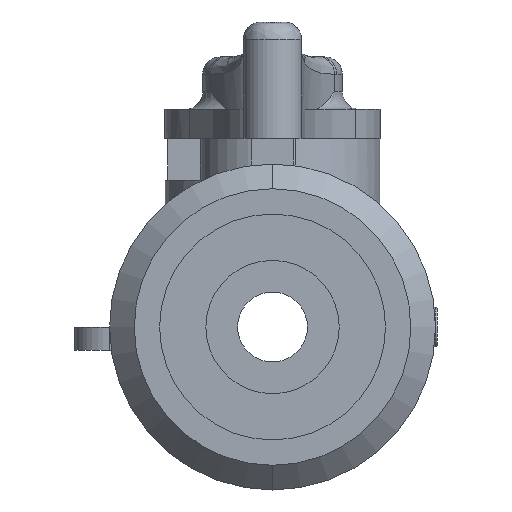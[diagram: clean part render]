
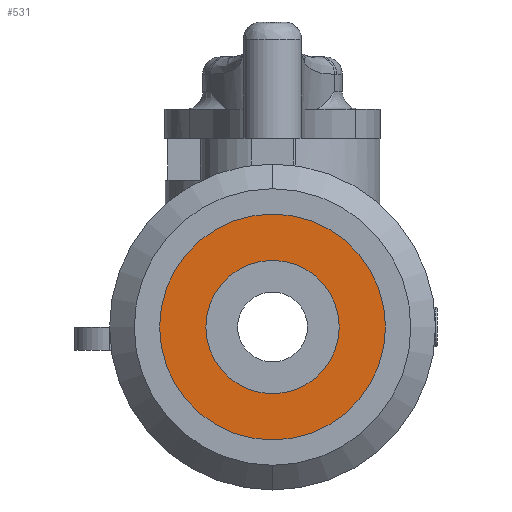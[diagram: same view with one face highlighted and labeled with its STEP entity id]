
A CAD part, left-side view. The second image highlights one B-rep face of the part: STEP entity #531.
In plain terms, the highlighted planar face has unit normal (-1, 0, 0).
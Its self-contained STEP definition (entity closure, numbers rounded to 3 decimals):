
#531=ADVANCED_FACE('',(#1321,#1322),#1323,.T.);
#1321=FACE_BOUND('',#2598,.T.);
#1322=FACE_OUTER_BOUND('',#2599,.T.);
#1323=PLANE('',#2600);
#2598=EDGE_LOOP('',(#4648,#4649));
#2599=EDGE_LOOP('',(#4650,#4651));
#2600=AXIS2_PLACEMENT_3D('',#4652,#4653,#4654);
#4648=ORIENTED_EDGE('',*,*,#6007,.T.);
#4649=ORIENTED_EDGE('',*,*,#6094,.T.);
#4650=ORIENTED_EDGE('',*,*,#6092,.T.);
#4651=ORIENTED_EDGE('',*,*,#6010,.T.);
#4652=CARTESIAN_POINT('',(-30.0,0.0,0.0));
#4653=DIRECTION('',(-1.0,0.0,0.0));
#4654=DIRECTION('',(0.0,0.0,1.0));
#6007=EDGE_CURVE('',#6617,#6621,#6623,.T.);
#6010=EDGE_CURVE('',#6628,#6625,#6629,.T.);
#6092=EDGE_CURVE('',#6625,#6628,#6719,.T.);
#6094=EDGE_CURVE('',#6621,#6617,#6721,.T.);
#6617=VERTEX_POINT('',#7558);
#6621=VERTEX_POINT('',#7563);
#6623=CIRCLE('',#7566,5.725);
#6625=VERTEX_POINT('',#7568);
#6628=VERTEX_POINT('',#7572);
#6629=CIRCLE('',#7573,9.7);
#6719=CIRCLE('',#7670,9.7);
#6721=CIRCLE('',#7672,5.725);
#7558=CARTESIAN_POINT('',(-30.0,0.0,-5.725));
#7563=CARTESIAN_POINT('',(-30.0,0.,5.725));
#7566=AXIS2_PLACEMENT_3D('',#8779,#8780,#8781);
#7568=CARTESIAN_POINT('',(-30.0,0.0,-9.7));
#7572=CARTESIAN_POINT('',(-30.0,0.,9.7));
#7573=AXIS2_PLACEMENT_3D('',#8783,#8784,#8785);
#7670=AXIS2_PLACEMENT_3D('',#8826,#8827,#8828);
#7672=AXIS2_PLACEMENT_3D('',#8829,#8830,#8831);
#8779=CARTESIAN_POINT('',(-30.0,0.0,0.0));
#8780=DIRECTION('',(1.0,-0.0,0.0));
#8781=DIRECTION('',(0.0,0.0,-1.0));
#8783=CARTESIAN_POINT('',(-30.0,0.0,0.0));
#8784=DIRECTION('',(-1.0,0.0,0.0));
#8785=DIRECTION('',(0.0,0.0,-1.0));
#8826=CARTESIAN_POINT('',(-30.0,0.0,0.0));
#8827=DIRECTION('',(-1.0,0.0,0.0));
#8828=DIRECTION('',(0.0,0.0,-1.0));
#8829=CARTESIAN_POINT('',(-30.0,0.0,0.0));
#8830=DIRECTION('',(1.0,-0.0,0.0));
#8831=DIRECTION('',(0.0,0.0,-1.0));
